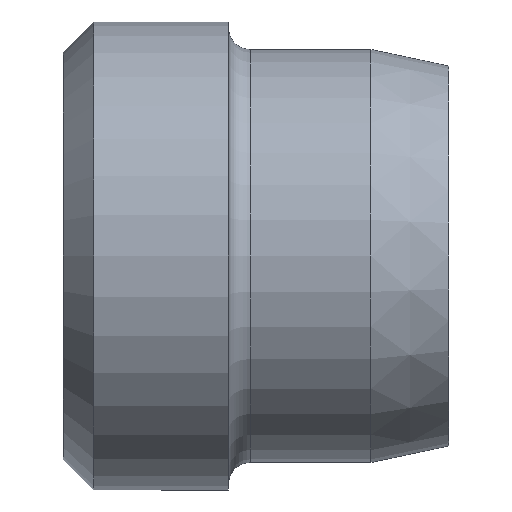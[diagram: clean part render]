
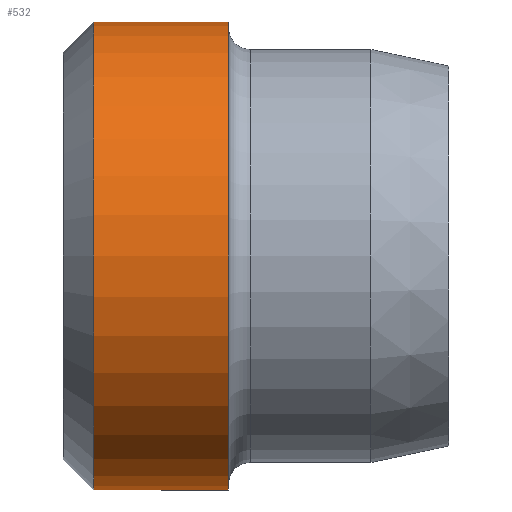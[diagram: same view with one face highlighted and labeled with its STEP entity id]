
A CAD part, left-side view. The second image highlights one B-rep face of the part: STEP entity #532.
In plain terms, the highlighted cylindrical face has radius 4.25 mm (diameter 8.5 mm), a partial arc.
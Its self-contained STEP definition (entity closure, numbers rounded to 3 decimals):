
#34 = DIRECTION ( 'NONE',  ( 0., 1., 0. ) ) ;
#35 = CARTESIAN_POINT ( 'NONE',  ( 0., 0., -4.25 ) ) ;
#40 = DIRECTION ( 'NONE',  ( 0., 1., 0. ) ) ;
#42 = CARTESIAN_POINT ( 'NONE',  ( 0., 0., 4.25 ) ) ;
#91 = DIRECTION ( 'NONE',  ( 0., 0., 1. ) ) ;
#92 = DIRECTION ( 'NONE',  ( 0., 1., 0. ) ) ;
#93 = CARTESIAN_POINT ( 'NONE',  ( 0., 0., 0. ) ) ;
#179 = AXIS2_PLACEMENT_3D ( 'NONE', #279, #280, #281 ) ;
#181 = AXIS2_PLACEMENT_3D ( 'NONE', #276, #277, #278 ) ;
#188 = CIRCLE ( 'NONE', #179, 4.25 ) ;
#199 = CIRCLE ( 'NONE', #181, 4.25 ) ;
#219 = VECTOR ( 'NONE', #34, 1000. ) ;
#221 = VECTOR ( 'NONE', #40, 1000. ) ;
#241 = AXIS2_PLACEMENT_3D ( 'NONE', #93, #92, #91 ) ;
#276 = CARTESIAN_POINT ( 'NONE',  ( 0., 6.45, 0. ) ) ;
#277 = DIRECTION ( 'NONE',  ( 0., 1., 0. ) ) ;
#278 = DIRECTION ( 'NONE',  ( 0., 0., 1. ) ) ;
#279 = CARTESIAN_POINT ( 'NONE',  ( 0., 4., 0. ) ) ;
#280 = DIRECTION ( 'NONE',  ( 0., 1., 0. ) ) ;
#281 = DIRECTION ( 'NONE',  ( 0., 0., 1. ) ) ;
#322 = CARTESIAN_POINT ( 'NONE',  ( 0., 6.45, 4.25 ) ) ;
#323 = CARTESIAN_POINT ( 'NONE',  ( 0., 6.45, -4.25 ) ) ;
#324 = CARTESIAN_POINT ( 'NONE',  ( 0., 4., 4.25 ) ) ;
#325 = CARTESIAN_POINT ( 'NONE',  ( 0., 4., -4.25 ) ) ;
#404 = EDGE_LOOP ( 'NONE', ( #595, #594, #593, #601 ) ) ;
#454 = FACE_OUTER_BOUND ( 'NONE', #404, .T. ) ;
#455 = CYLINDRICAL_SURFACE ( 'NONE', #241, 4.25 ) ;
#471 = LINE ( 'NONE', #42, #221 ) ;
#472 = LINE ( 'NONE', #35, #219 ) ;
#532 = ADVANCED_FACE ( 'NONE', ( #454 ), #455, .T. ) ;
#546 = EDGE_CURVE ( 'NONE', #698, #696, #471, .T. ) ;
#548 = EDGE_CURVE ( 'NONE', #699, #697, #472, .T. ) ;
#567 = EDGE_CURVE ( 'NONE', #697, #696, #199, .T. ) ;
#568 = EDGE_CURVE ( 'NONE', #699, #698, #188, .T. ) ;
#593 = ORIENTED_EDGE ( 'NONE', *, *, #546, .T. ) ;
#594 = ORIENTED_EDGE ( 'NONE', *, *, #568, .T. ) ;
#595 = ORIENTED_EDGE ( 'NONE', *, *, #548, .F. ) ;
#601 = ORIENTED_EDGE ( 'NONE', *, *, #567, .F. ) ;
#696 = VERTEX_POINT ( 'NONE', #322 ) ;
#697 = VERTEX_POINT ( 'NONE', #323 ) ;
#698 = VERTEX_POINT ( 'NONE', #324 ) ;
#699 = VERTEX_POINT ( 'NONE', #325 ) ;
